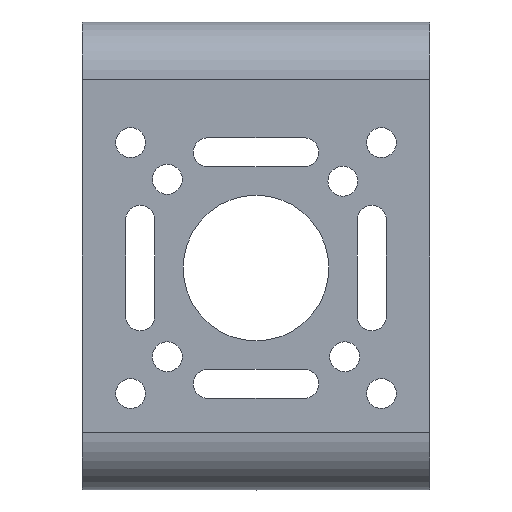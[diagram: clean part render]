
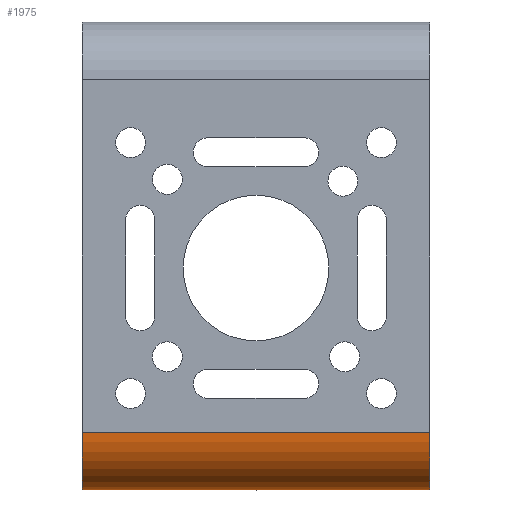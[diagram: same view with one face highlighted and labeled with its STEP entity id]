
A CAD part, left-side view. The second image highlights one B-rep face of the part: STEP entity #1975.
In plain terms, the highlighted cylindrical face has radius 6 mm (diameter 12 mm), a partial arc.
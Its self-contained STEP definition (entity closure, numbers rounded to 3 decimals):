
#183=FACE_OUTER_BOUND('',#298,.T.);
#298=EDGE_LOOP('',(#1596,#1597,#1598,#1599));
#500=LINE('',#3194,#679);
#501=LINE('',#3198,#680);
#679=VECTOR('',#2602,10.);
#680=VECTOR('',#2605,10.);
#797=CIRCLE('',#2152,6.);
#798=CIRCLE('',#2153,6.);
#961=VERTEX_POINT('',#3189);
#962=VERTEX_POINT('',#3193);
#963=VERTEX_POINT('',#3195);
#964=VERTEX_POINT('',#3197);
#1202=EDGE_CURVE('',#961,#962,#500,.T.);
#1203=EDGE_CURVE('',#961,#963,#797,.T.);
#1204=EDGE_CURVE('',#964,#963,#501,.T.);
#1205=EDGE_CURVE('',#964,#962,#798,.T.);
#1596=ORIENTED_EDGE('',*,*,#1202,.F.);
#1597=ORIENTED_EDGE('',*,*,#1203,.T.);
#1598=ORIENTED_EDGE('',*,*,#1204,.F.);
#1599=ORIENTED_EDGE('',*,*,#1205,.T.);
#1894=CYLINDRICAL_SURFACE('',#2151,6.);
#1975=ADVANCED_FACE('',(#183),#1894,.T.);
#2151=AXIS2_PLACEMENT_3D('',#3192,#2600,#2601);
#2152=AXIS2_PLACEMENT_3D('',#3196,#2603,#2604);
#2153=AXIS2_PLACEMENT_3D('',#3199,#2606,#2607);
#2600=DIRECTION('center_axis',(0.,0.,
1.));
#2601=DIRECTION('ref_axis',(-1.,0.,0.));
#2602=DIRECTION('',(0.,0.,-1.));
#2603=DIRECTION('center_axis',(0.,0.,
-1.));
#2604=DIRECTION('ref_axis',(0.,-1.,0.));
#2605=DIRECTION('',(0.,0.,1.));
#2606=DIRECTION('center_axis',(0.,0.,
1.));
#2607=DIRECTION('ref_axis',(-1.,0.,0.));
#3189=CARTESIAN_POINT('',(-33.,-113.17,95.495));
#3192=CARTESIAN_POINT('Origin',(-33.,-107.17,77.495));
#3193=CARTESIAN_POINT('',(-33.,-113.17,59.495));
#3194=CARTESIAN_POINT('',(-33.,-113.17,77.495));
#3195=CARTESIAN_POINT('',(-39.,-107.17,95.495));
#3196=CARTESIAN_POINT('Origin',(-33.,-107.17,95.495));
#3197=CARTESIAN_POINT('',(-39.,-107.17,59.495));
#3198=CARTESIAN_POINT('',(-39.,-107.17,86.495));
#3199=CARTESIAN_POINT('Origin',(-33.,-107.17,59.495));
